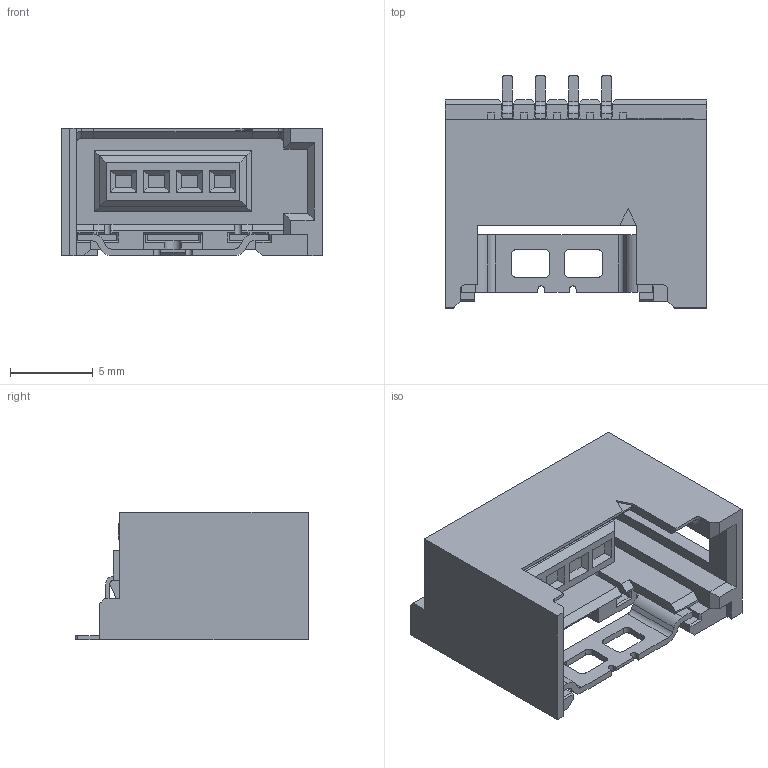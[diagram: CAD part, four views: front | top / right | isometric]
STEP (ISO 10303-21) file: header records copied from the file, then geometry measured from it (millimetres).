
FILE_DESCRIPTION(/* description */ (''),/* implementation_level */ '2;1');
FILE_NAME(/* name */ '37204-12E0-004 PL_step.stp',/* time_stamp */ '2009-08-26T08:24:54-05:00',/* author */ (''),/* organization */ (''),/* preprocessor_version */ 'ST-DEVELOPER v11',/* originating_system */ 'UGS - NX 5.0',/* authorisation */ '');
FILE_SCHEMA (('CONFIG_CONTROL_DESIGN'));
Length unit declared in the file: millimetre
Products named in the file (1): 37204-12E0-004 PL_3Dnon-parm
Bounding box: 15.8 x 14.05 x 7.7 mm (x, y, z)
Volume: 601.5 mm3; surface area: 1321.6 mm2
Topology: 2 solids, 2 shells, 514 faces, 1406 edges, 918 vertices
Faces by surface type: plane 461, cylinder 47, extrusion 6
Entity records: 16299 total; most frequent: CARTESIAN_POINT 3121, ORIENTED_EDGE 2812, DIRECTION 2517, EDGE_CURVE 1406, VECTOR 1301, LINE 1295, VERTEX_POINT 918, AXIS2_PLACEMENT_3D 608
